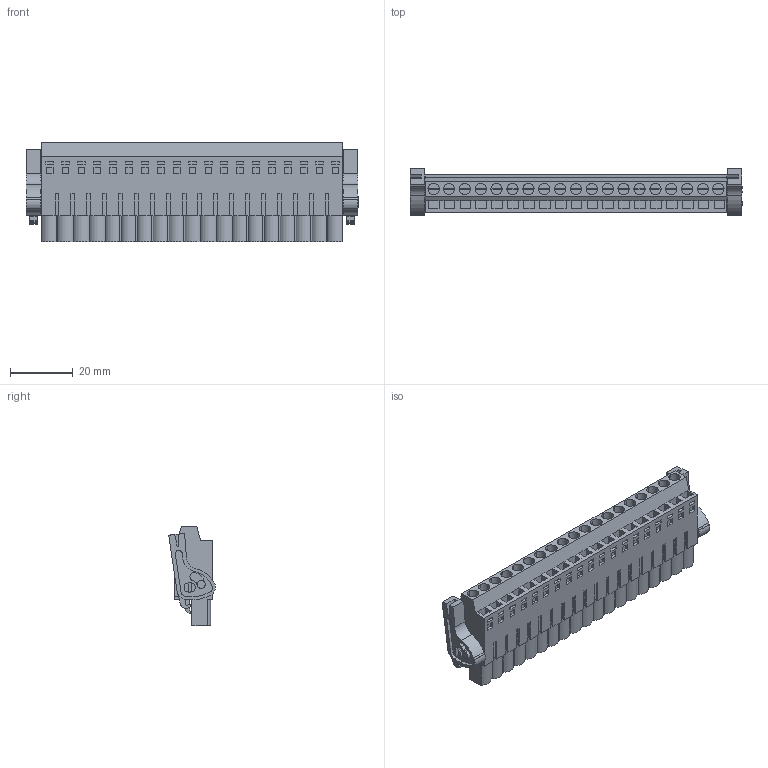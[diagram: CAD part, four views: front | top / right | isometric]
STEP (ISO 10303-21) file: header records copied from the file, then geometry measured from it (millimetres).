
FILE_DESCRIPTION(('CATIA V5 STEP Exchange','CAx-IF Rec.Pracs.--- Model Styling and Organization---1.2---2011-12-15'),'2;1');
FILE_NAME ('D1458710_0_1890390000_1890390000.stp','2017-10-31T20:46:31+00:00',('none'),('Weidmueller'),'CATIA Version 5-6 Release 2014','CATIA V5 STEP AP214','none');
FILE_SCHEMA(('AUTOMOTIVE_DESIGN { 1 0 10303 214 1 1 1 1 }'));
Length unit declared in the file: millimetre
Products named in the file (1): 1890390000
Bounding box: 106.22 x 14.91 x 31.8 mm (x, y, z)
Volume: 27054.3 mm3; surface area: 15968.8 mm2
Topology: 22 solids, 22 shells, 1384 faces, 3859 edges, 2626 vertices
Faces by surface type: plane 1140, cylinder 244
Entity records: 42965 total; most frequent: CARTESIAN_POINT 8126, ORIENTED_EDGE 7718, DIRECTION 5528, EDGE_CURVE 3859, VECTOR 3275, LINE 3275, VERTEX_POINT 2626, EDGE_LOOP 1499
